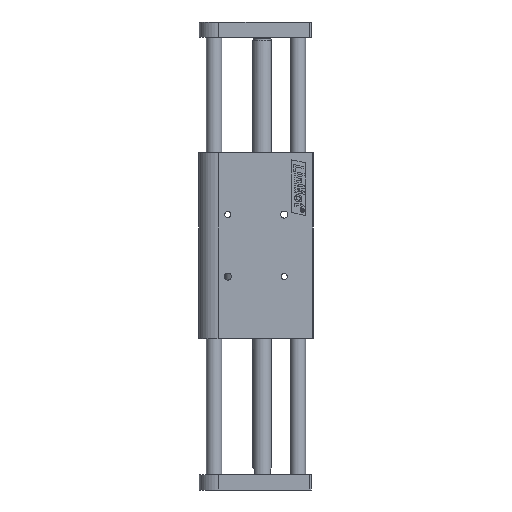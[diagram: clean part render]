
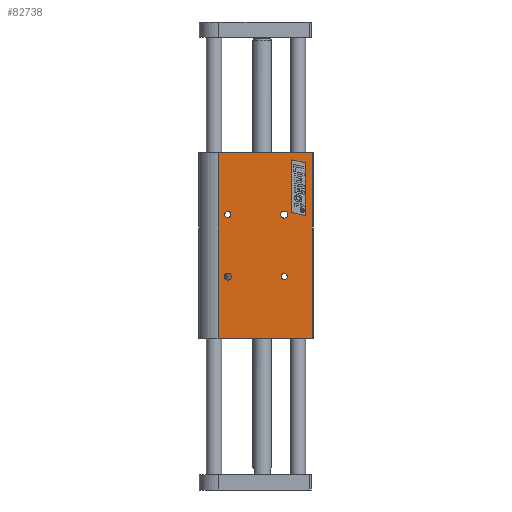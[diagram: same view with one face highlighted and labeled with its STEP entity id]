
A CAD part, left-side view. The second image highlights one B-rep face of the part: STEP entity #82738.
In plain terms, the highlighted planar face has unit normal (-1, 0, 0).
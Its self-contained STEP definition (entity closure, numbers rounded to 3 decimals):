
#667 = VERTEX_POINT ( 'NONE', #16196 ) ;
#794 = ORIENTED_EDGE ( 'NONE', *, *, #19679, .T. ) ;
#883 = VECTOR ( 'NONE', #79214, 1000. ) ;
#1937 = CARTESIAN_POINT ( 'NONE',  ( -12.5, -32.5, 0. ) ) ;
#2530 = LINE ( 'NONE', #50917, #883 ) ;
#2617 = DIRECTION ( 'NONE',  ( 0., 0., -1. ) ) ;
#4391 = CIRCLE ( 'NONE', #32650, 2. ) ;
#5718 = VECTOR ( 'NONE', #87802, 1000. ) ;
#6367 = VECTOR ( 'NONE', #60481, 1000. ) ;
#7525 = AXIS2_PLACEMENT_3D ( 'NONE', #36575, #10037, #38426 ) ;
#7551 = CARTESIAN_POINT ( 'NONE',  ( -12.5, -32.5, 0. ) ) ;
#8441 = EDGE_CURVE ( 'NONE', #72926, #56680, #50717, .T. ) ;
#8924 = VERTEX_POINT ( 'NONE', #1937 ) ;
#9265 = AXIS2_PLACEMENT_3D ( 'NONE', #33544, #90155, #83171 ) ;
#9497 = DIRECTION ( 'NONE',  ( 1., 0., 0. ) ) ;
#9906 = CARTESIAN_POINT ( 'NONE',  ( -12.5, -27.939, 0. ) ) ;
#10037 = DIRECTION ( 'NONE',  ( 1., 0., 0. ) ) ;
#11665 = CARTESIAN_POINT ( 'NONE',  ( -12.5, -32.5, 120. ) ) ;
#11826 = CARTESIAN_POINT ( 'NONE',  ( -12.5, -18.955, 115.352 ) ) ;
#12144 = EDGE_CURVE ( 'NONE', #24220, #72926, #2530, .T. ) ;
#12235 = LINE ( 'NONE', #27562, #72665 ) ;
#12574 = CARTESIAN_POINT ( 'NONE',  ( -12.5, -17.378, 81.662 ) ) ;
#16196 = CARTESIAN_POINT ( 'NONE',  ( -12.5, -18.955, 81.327 ) ) ;
#16387 = DIRECTION ( 'NONE',  ( -1., 0., 0. ) ) ;
#17038 = FACE_OUTER_BOUND ( 'NONE', #48551, .T. ) ;
#17048 = CARTESIAN_POINT ( 'NONE',  ( -12.5, -14.25, 40. ) ) ;
#19545 = DIRECTION ( 'NONE',  ( 0., 0.978, 0.208 ) ) ;
#19679 = EDGE_CURVE ( 'NONE', #8924, #24220, #63363, .T. ) ;
#19984 = LINE ( 'NONE', #12574, #40441 ) ;
#22332 = CARTESIAN_POINT ( 'NONE',  ( -12.5, 28.5, 120. ) ) ;
#22526 = EDGE_CURVE ( 'NONE', #90674, #90674, #48086, .T. ) ;
#23938 = EDGE_CURVE ( 'NONE', #79191, #89421, #65175, .T. ) ;
#24017 = FACE_BOUND ( 'NONE', #27069, .T. ) ;
#24219 = VECTOR ( 'NONE', #60128, 1000. ) ;
#24220 = VERTEX_POINT ( 'NONE', #11665 ) ;
#24837 = CARTESIAN_POINT ( 'NONE',  ( -12.5, 28.5, 120. ) ) ;
#25157 = LINE ( 'NONE', #60041, #6367 ) ;
#26301 = ORIENTED_EDGE ( 'NONE', *, *, #44889, .F. ) ;
#27069 = EDGE_LOOP ( 'NONE', ( #63229 ) ) ;
#27070 = CARTESIAN_POINT ( 'NONE',  ( -12.5, 22.25, 42.3 ) ) ;
#27138 = CIRCLE ( 'NONE', #9265, 2.3 ) ;
#27562 = CARTESIAN_POINT ( 'NONE',  ( -12.5, -18.955, 0. ) ) ;
#27619 = ORIENTED_EDGE ( 'NONE', *, *, #87333, .F. ) ;
#28097 = AXIS2_PLACEMENT_3D ( 'NONE', #17048, #43972, #2617 ) ;
#28119 = ORIENTED_EDGE ( 'NONE', *, *, #75721, .T. ) ;
#29469 = ORIENTED_EDGE ( 'NONE', *, *, #66324, .T. ) ;
#30063 = FACE_BOUND ( 'NONE', #43905, .T. ) ;
#31022 = ORIENTED_EDGE ( 'NONE', *, *, #32762, .T. ) ;
#31350 = CARTESIAN_POINT ( 'NONE',  ( -12.5, -27.939, 79.415 ) ) ;
#31806 = CARTESIAN_POINT ( 'NONE',  ( -12.5, -14.25, 82.3 ) ) ;
#32650 = AXIS2_PLACEMENT_3D ( 'NONE', #80101, #9497, #80567 ) ;
#32762 = EDGE_CURVE ( 'NONE', #667, #79191, #12235, .T. ) ;
#33544 = CARTESIAN_POINT ( 'NONE',  ( -12.5, -14.25, 80. ) ) ;
#36575 = CARTESIAN_POINT ( 'NONE',  ( -12.5, 28.5, 0. ) ) ;
#37177 = ORIENTED_EDGE ( 'NONE', *, *, #87327, .T. ) ;
#37810 = DIRECTION ( 'NONE',  ( 0., 0., 1. ) ) ;
#37866 = VERTEX_POINT ( 'NONE', #31806 ) ;
#38426 = DIRECTION ( 'NONE',  ( 0., 1., 0. ) ) ;
#40441 = VECTOR ( 'NONE', #19545, 1000. ) ;
#43606 = AXIS2_PLACEMENT_3D ( 'NONE', #80018, #16387, #37810 ) ;
#43905 = EDGE_LOOP ( 'NONE', ( #58873 ) ) ;
#43972 = DIRECTION ( 'NONE',  ( 1., 0., 0. ) ) ;
#44721 = VERTEX_POINT ( 'NONE', #31350 ) ;
#44889 = EDGE_CURVE ( 'NONE', #8924, #56680, #25157, .T. ) ;
#45392 = FACE_BOUND ( 'NONE', #59409, .T. ) ;
#46267 = VECTOR ( 'NONE', #63786, 1000. ) ;
#48086 = CIRCLE ( 'NONE', #43606, 2.3 ) ;
#48106 = VERTEX_POINT ( 'NONE', #76442 ) ;
#48551 = EDGE_LOOP ( 'NONE', ( #26301, #794, #62614, #59519 ) ) ;
#50611 = EDGE_LOOP ( 'NONE', ( #27619 ) ) ;
#50717 = LINE ( 'NONE', #22332, #5718 ) ;
#50845 = ORIENTED_EDGE ( 'NONE', *, *, #23938, .T. ) ;
#50917 = CARTESIAN_POINT ( 'NONE',  ( -12.5, 28.5, 120. ) ) ;
#52043 = CARTESIAN_POINT ( 'NONE',  ( -12.5, 28.5, 0. ) ) ;
#55743 = VECTOR ( 'NONE', #86048, 1000. ) ;
#56680 = VERTEX_POINT ( 'NONE', #52043 ) ;
#58538 = CARTESIAN_POINT ( 'NONE',  ( -12.5, -27.939, 113.439 ) ) ;
#58873 = ORIENTED_EDGE ( 'NONE', *, *, #75349, .T. ) ;
#59409 = EDGE_LOOP ( 'NONE', ( #29469, #37177, #31022, #50845 ) ) ;
#59519 = ORIENTED_EDGE ( 'NONE', *, *, #8441, .T. ) ;
#60041 = CARTESIAN_POINT ( 'NONE',  ( -12.5, 28.5, 0. ) ) ;
#60128 = DIRECTION ( 'NONE',  ( 0., 0., -1. ) ) ;
#60481 = DIRECTION ( 'NONE',  ( 0., 1., 0. ) ) ;
#62614 = ORIENTED_EDGE ( 'NONE', *, *, #12144, .T. ) ;
#63229 = ORIENTED_EDGE ( 'NONE', *, *, #22526, .F. ) ;
#63363 = LINE ( 'NONE', #7551, #55743 ) ;
#63786 = DIRECTION ( 'NONE',  ( 0., -0.978, -0.208 ) ) ;
#64712 = CARTESIAN_POINT ( 'NONE',  ( -12.5, -24.317, 114.21 ) ) ;
#65175 = LINE ( 'NONE', #64712, #46267 ) ;
#66324 = EDGE_CURVE ( 'NONE', #89421, #44721, #89768, .T. ) ;
#69274 = EDGE_LOOP ( 'NONE', ( #28119 ) ) ;
#69467 = VERTEX_POINT ( 'NONE', #76882 ) ;
#72665 = VECTOR ( 'NONE', #82819, 1000. ) ;
#72669 = CIRCLE ( 'NONE', #28097, 2. ) ;
#72926 = VERTEX_POINT ( 'NONE', #24837 ) ;
#73725 = PLANE ( 'NONE',  #7525 ) ;
#75349 = EDGE_CURVE ( 'NONE', #69467, #69467, #72669, .T. ) ;
#75721 = EDGE_CURVE ( 'NONE', #48106, #48106, #4391, .T. ) ;
#76442 = CARTESIAN_POINT ( 'NONE',  ( -12.5, 22.25, 78. ) ) ;
#76882 = CARTESIAN_POINT ( 'NONE',  ( -12.5, -14.25, 38. ) ) ;
#79191 = VERTEX_POINT ( 'NONE', #11826 ) ;
#79214 = DIRECTION ( 'NONE',  ( 0., 1., 0. ) ) ;
#80018 = CARTESIAN_POINT ( 'NONE',  ( -12.5, 22.25, 40. ) ) ;
#80101 = CARTESIAN_POINT ( 'NONE',  ( -12.5, 22.25, 80. ) ) ;
#80567 = DIRECTION ( 'NONE',  ( 0., 0., -1. ) ) ;
#80670 = FACE_BOUND ( 'NONE', #50611, .T. ) ;
#82738 = ADVANCED_FACE ( 'NONE', ( #87620, #30063, #24017, #80670, #17038, #45392 ), #73725, .F. ) ;
#82819 = DIRECTION ( 'NONE',  ( 0., 0., 1. ) ) ;
#83171 = DIRECTION ( 'NONE',  ( 0., 0., 1. ) ) ;
#86048 = DIRECTION ( 'NONE',  ( 0., 0., 1. ) ) ;
#87327 = EDGE_CURVE ( 'NONE', #44721, #667, #19984, .T. ) ;
#87333 = EDGE_CURVE ( 'NONE', #37866, #37866, #27138, .T. ) ;
#87620 = FACE_BOUND ( 'NONE', #69274, .T. ) ;
#87802 = DIRECTION ( 'NONE',  ( 0., 0., -1. ) ) ;
#89421 = VERTEX_POINT ( 'NONE', #58538 ) ;
#89768 = LINE ( 'NONE', #9906, #24219 ) ;
#90155 = DIRECTION ( 'NONE',  ( -1., 0., 0. ) ) ;
#90674 = VERTEX_POINT ( 'NONE', #27070 ) ;
